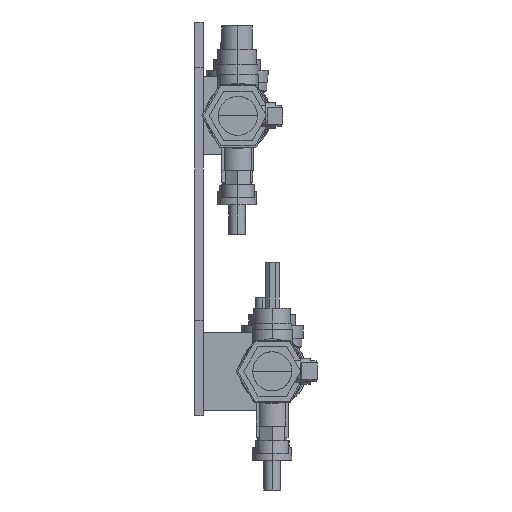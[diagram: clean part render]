
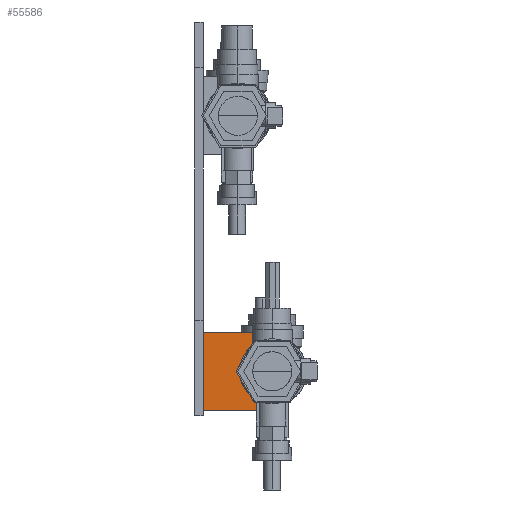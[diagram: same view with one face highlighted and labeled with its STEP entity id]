
A CAD part, left-side view. The second image highlights one B-rep face of the part: STEP entity #55586.
In plain terms, the highlighted planar face has unit normal (-1, 0, 0).
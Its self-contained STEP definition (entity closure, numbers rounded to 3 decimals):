
#27894=CARTESIAN_POINT('Vertex',(829.312,-63.063,3734.)) ;
#27897=CARTESIAN_POINT('Line Origine',(829.312,-63.063,3713.015)) ;
#27901=CARTESIAN_POINT('Vertex',(829.312,-63.063,3724.)) ;
#52797=CARTESIAN_POINT('Vertex',(829.312,-63.04,3683.873)) ;
#52810=CARTESIAN_POINT('Vertex',(829.312,-66.94,3683.873)) ;
#52813=CARTESIAN_POINT('Line Origine',(829.312,-63.04,3683.873)) ;
#52954=CARTESIAN_POINT('Vertex',(829.312,-63.04,3674.127)) ;
#52957=CARTESIAN_POINT('Line Origine',(829.312,-63.04,3674.127)) ;
#52961=CARTESIAN_POINT('Vertex',(829.312,-69.533,3674.127)) ;
#53020=CARTESIAN_POINT('Line Origine',(829.312,-63.04,3679.)) ;
#53322=CARTESIAN_POINT('Vertex',(829.312,-66.94,3684.)) ;
#53325=CARTESIAN_POINT('Line Origine',(829.312,-66.94,3683.937)) ;
#53673=CARTESIAN_POINT('Vertex',(829.312,-49.54,3713.6)) ;
#53693=CARTESIAN_POINT('Vertex',(829.312,-50.848,3713.6)) ;
#53696=CARTESIAN_POINT('Line Origine',(829.312,-50.194,3713.6)) ;
#53720=CARTESIAN_POINT('Vertex',(829.312,-49.54,3694.4)) ;
#53723=CARTESIAN_POINT('Line Origine',(829.312,-49.54,3712.946)) ;
#53727=CARTESIAN_POINT('Vertex',(829.312,-49.54,3712.291)) ;
#53759=CARTESIAN_POINT('Vertex',(829.312,-49.54,3695.709)) ;
#53762=CARTESIAN_POINT('Line Origine',(829.312,-49.54,3695.054)) ;
#53787=CARTESIAN_POINT('Line Origine',(829.312,-50.194,3694.4)) ;
#53791=CARTESIAN_POINT('Vertex',(829.312,-50.848,3694.4)) ;
#55272=CARTESIAN_POINT('Vertex',(829.312,-69.533,3674.)) ;
#55276=CARTESIAN_POINT('Control Point',(829.312,-15.533,3674.)) ;
#55277=CARTESIAN_POINT('Control Point',(829.312,-69.533,3674.)) ;
#55278=CARTESIAN_POINT('Vertex',(829.312,-15.533,3674.)) ;
#55319=CARTESIAN_POINT('Control Point',(829.312,-69.533,3674.)) ;
#55320=CARTESIAN_POINT('Control Point',(829.312,-69.533,3674.127)) ;
#55353=CARTESIAN_POINT('Vertex',(829.312,-61.248,3684.)) ;
#55357=CARTESIAN_POINT('Control Point',(829.312,-66.94,3684.)) ;
#55358=CARTESIAN_POINT('Control Point',(829.312,-61.248,3684.)) ;
#55385=CARTESIAN_POINT('Vertex',(829.312,-49.533,3695.716)) ;
#55389=CARTESIAN_POINT('Control Point',(829.312,-49.54,3695.709)) ;
#55390=CARTESIAN_POINT('Control Point',(829.312,-49.533,3695.716)) ;
#55400=CARTESIAN_POINT('Control Point',(829.312,-61.248,3684.)) ;
#55401=CARTESIAN_POINT('Control Point',(829.312,-50.848,3694.4)) ;
#55428=CARTESIAN_POINT('Vertex',(829.312,-49.533,3712.284)) ;
#55432=CARTESIAN_POINT('Control Point',(829.312,-49.533,3695.716)) ;
#55433=CARTESIAN_POINT('Control Point',(829.312,-49.533,3712.284)) ;
#55456=CARTESIAN_POINT('Vertex',(829.312,-61.248,3724.)) ;
#55460=CARTESIAN_POINT('Control Point',(829.312,-50.848,3713.6)) ;
#55461=CARTESIAN_POINT('Control Point',(829.312,-61.248,3724.)) ;
#55471=CARTESIAN_POINT('Control Point',(829.312,-49.533,3712.284)) ;
#55472=CARTESIAN_POINT('Control Point',(829.312,-49.54,3712.291)) ;
#55491=CARTESIAN_POINT('Control Point',(829.312,-61.248,3724.)) ;
#55492=CARTESIAN_POINT('Control Point',(829.312,-63.063,3724.)) ;
#55537=CARTESIAN_POINT('Vertex',(829.312,-15.533,3734.)) ;
#55541=CARTESIAN_POINT('Control Point',(829.312,-63.063,3734.)) ;
#55542=CARTESIAN_POINT('Control Point',(829.312,-15.533,3734.)) ;
#55555=CARTESIAN_POINT('Axis2P3D Location',(829.312,-42.533,3930.)) ;
#55561=CARTESIAN_POINT('Control Point',(829.312,-15.533,3734.)) ;
#55562=CARTESIAN_POINT('Control Point',(829.312,-15.533,3674.)) ;
#27899=VECTOR('Line Direction',#27898,1.) ;
#52815=VECTOR('Line Direction',#52814,1.) ;
#52959=VECTOR('Line Direction',#52958,1.) ;
#53022=VECTOR('Line Direction',#53021,1.) ;
#53327=VECTOR('Line Direction',#53326,1.) ;
#53698=VECTOR('Line Direction',#53697,1.) ;
#53725=VECTOR('Line Direction',#53724,1.) ;
#53764=VECTOR('Line Direction',#53763,1.) ;
#53789=VECTOR('Line Direction',#53788,1.) ;
#27898=DIRECTION('Vector Direction',(0.,0.,1.)) ;
#52814=DIRECTION('Vector Direction',(0.,-1.,0.)) ;
#52958=DIRECTION('Vector Direction',(0.,-1.,0.)) ;
#53021=DIRECTION('Vector Direction',(0.,0.,1.)) ;
#53326=DIRECTION('Vector Direction',(0.,0.,-1.)) ;
#53697=DIRECTION('Vector Direction',(0.,1.,0.)) ;
#53724=DIRECTION('Vector Direction',(0.,0.,-1.)) ;
#53763=DIRECTION('Vector Direction',(0.,0.,-1.)) ;
#53788=DIRECTION('Vector Direction',(0.,-1.,0.)) ;
#55556=DIRECTION('Axis2P3D Direction',(-1.,0.,0.)) ;
#55557=DIRECTION('Axis2P3D XDirection',(0.,1.,0.)) ;
#55558=AXIS2_PLACEMENT_3D('Plane Axis2P3D',#55555,#55556,#55557) ;
#27900=LINE('Line',#27897,#27899) ;
#52816=LINE('Line',#52813,#52815) ;
#52960=LINE('Line',#52957,#52959) ;
#53023=LINE('Line',#53020,#53022) ;
#53328=LINE('Line',#53325,#53327) ;
#53699=LINE('Line',#53696,#53698) ;
#53726=LINE('Line',#53723,#53725) ;
#53765=LINE('Line',#53762,#53764) ;
#53790=LINE('Line',#53787,#53789) ;
#55559=PLANE('',#55558) ;
#27903=EDGE_CURVE('',#27895,#27902,#27900,.F.) ;
#52817=EDGE_CURVE('',#52798,#52811,#52816,.T.) ;
#52963=EDGE_CURVE('',#52962,#52955,#52960,.F.) ;
#53024=EDGE_CURVE('',#52955,#52798,#53023,.T.) ;
#53329=EDGE_CURVE('',#53323,#52811,#53328,.T.) ;
#53700=EDGE_CURVE('',#53694,#53674,#53699,.T.) ;
#53729=EDGE_CURVE('',#53674,#53728,#53726,.T.) ;
#53766=EDGE_CURVE('',#53760,#53721,#53765,.T.) ;
#53793=EDGE_CURVE('',#53721,#53792,#53790,.T.) ;
#55280=EDGE_CURVE('',#55279,#55273,#55275,.T.) ;
#55321=EDGE_CURVE('',#55273,#52962,#55318,.T.) ;
#55359=EDGE_CURVE('',#53323,#55354,#55356,.T.) ;
#55391=EDGE_CURVE('',#53760,#55386,#55388,.T.) ;
#55402=EDGE_CURVE('',#55354,#53792,#55399,.T.) ;
#55434=EDGE_CURVE('',#55386,#55429,#55431,.T.) ;
#55462=EDGE_CURVE('',#53694,#55457,#55459,.T.) ;
#55473=EDGE_CURVE('',#55429,#53728,#55470,.T.) ;
#55493=EDGE_CURVE('',#55457,#27902,#55490,.T.) ;
#55543=EDGE_CURVE('',#27895,#55538,#55540,.T.) ;
#55563=EDGE_CURVE('',#55538,#55279,#55560,.T.) ;
#55565=ORIENTED_EDGE('',*,*,#55359,.T.) ;
#55566=ORIENTED_EDGE('',*,*,#55402,.T.) ;
#55567=ORIENTED_EDGE('',*,*,#53793,.F.) ;
#55568=ORIENTED_EDGE('',*,*,#53766,.F.) ;
#55569=ORIENTED_EDGE('',*,*,#55391,.T.) ;
#55570=ORIENTED_EDGE('',*,*,#55434,.T.) ;
#55571=ORIENTED_EDGE('',*,*,#55473,.T.) ;
#55572=ORIENTED_EDGE('',*,*,#53729,.F.) ;
#55573=ORIENTED_EDGE('',*,*,#53700,.F.) ;
#55574=ORIENTED_EDGE('',*,*,#55462,.T.) ;
#55575=ORIENTED_EDGE('',*,*,#55493,.T.) ;
#55576=ORIENTED_EDGE('',*,*,#27903,.F.) ;
#55577=ORIENTED_EDGE('',*,*,#55543,.T.) ;
#55578=ORIENTED_EDGE('',*,*,#55563,.T.) ;
#55579=ORIENTED_EDGE('',*,*,#55280,.T.) ;
#55580=ORIENTED_EDGE('',*,*,#55321,.T.) ;
#55581=ORIENTED_EDGE('',*,*,#52963,.T.) ;
#55582=ORIENTED_EDGE('',*,*,#53024,.T.) ;
#55583=ORIENTED_EDGE('',*,*,#52817,.T.) ;
#55584=ORIENTED_EDGE('',*,*,#53329,.F.) ;
#55564=EDGE_LOOP('',(#55565,#55566,#55567,#55568,#55569,#55570,#55571,#55572,#55573,#55574,#55575,#55576,#55577,#55578,#55579,#55580,#55581,#55582,#55583,#55584)) ;
#27895=VERTEX_POINT('',#27894) ;
#27902=VERTEX_POINT('',#27901) ;
#52798=VERTEX_POINT('',#52797) ;
#52811=VERTEX_POINT('',#52810) ;
#52955=VERTEX_POINT('',#52954) ;
#52962=VERTEX_POINT('',#52961) ;
#53323=VERTEX_POINT('',#53322) ;
#53674=VERTEX_POINT('',#53673) ;
#53694=VERTEX_POINT('',#53693) ;
#53721=VERTEX_POINT('',#53720) ;
#53728=VERTEX_POINT('',#53727) ;
#53760=VERTEX_POINT('',#53759) ;
#53792=VERTEX_POINT('',#53791) ;
#55273=VERTEX_POINT('',#55272) ;
#55279=VERTEX_POINT('',#55278) ;
#55354=VERTEX_POINT('',#55353) ;
#55386=VERTEX_POINT('',#55385) ;
#55429=VERTEX_POINT('',#55428) ;
#55457=VERTEX_POINT('',#55456) ;
#55538=VERTEX_POINT('',#55537) ;
#55586=ADVANCED_FACE('Solid1',(#55585),#55559,.T.) ;
#55275=B_SPLINE_CURVE_WITH_KNOTS('',1,(#55276,#55277),.UNSPECIFIED.,.F.,.U.,(2,2),(0.,54.),.UNSPECIFIED.) ;
#55318=B_SPLINE_CURVE_WITH_KNOTS('',1,(#55319,#55320),.UNSPECIFIED.,.F.,.U.,(2,2),(0.,0.127),.UNSPECIFIED.) ;
#55356=B_SPLINE_CURVE_WITH_KNOTS('',1,(#55357,#55358),.UNSPECIFIED.,.F.,.U.,(2,2),(2.593,8.284),.UNSPECIFIED.) ;
#55388=B_SPLINE_CURVE_WITH_KNOTS('',1,(#55389,#55390),.UNSPECIFIED.,.F.,.U.,(2,2),(16.558,16.569),.UNSPECIFIED.) ;
#55399=B_SPLINE_CURVE_WITH_KNOTS('',1,(#55400,#55401),.UNSPECIFIED.,.F.,.U.,(2,2),(0.,14.708),.UNSPECIFIED.) ;
#55431=B_SPLINE_CURVE_WITH_KNOTS('',1,(#55432,#55433),.UNSPECIFIED.,.F.,.U.,(2,2),(0.,16.569),.UNSPECIFIED.) ;
#55459=B_SPLINE_CURVE_WITH_KNOTS('',1,(#55460,#55461),.UNSPECIFIED.,.F.,.U.,(2,2),(1.861,16.569),.UNSPECIFIED.) ;
#55470=B_SPLINE_CURVE_WITH_KNOTS('',1,(#55471,#55472),.UNSPECIFIED.,.F.,.U.,(2,2),(0.,0.01),.UNSPECIFIED.) ;
#55490=B_SPLINE_CURVE_WITH_KNOTS('',1,(#55491,#55492),.UNSPECIFIED.,.F.,.U.,(2,2),(0.,1.814),.UNSPECIFIED.) ;
#55540=B_SPLINE_CURVE_WITH_KNOTS('',1,(#55541,#55542),.UNSPECIFIED.,.F.,.U.,(2,2),(6.47,54.),.UNSPECIFIED.) ;
#55560=B_SPLINE_CURVE_WITH_KNOTS('',1,(#55561,#55562),.UNSPECIFIED.,.F.,.U.,(2,2),(0.,60.),.UNSPECIFIED.) ;
#55585=FACE_OUTER_BOUND('',#55564,.T.) ;
